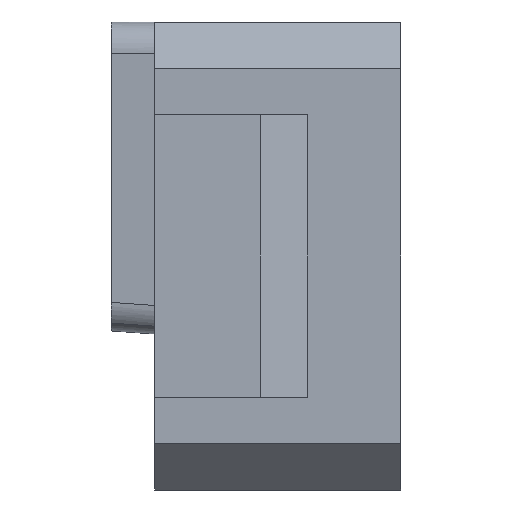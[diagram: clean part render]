
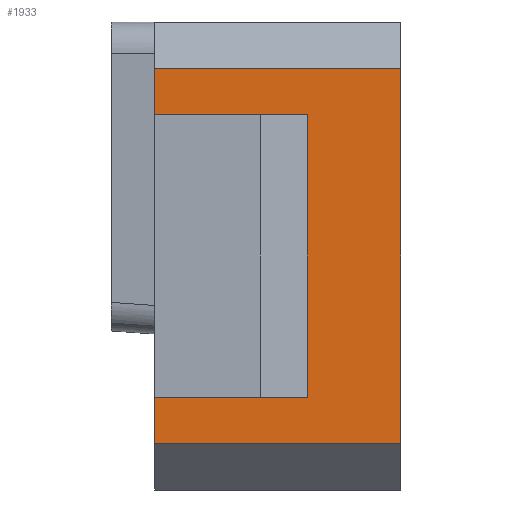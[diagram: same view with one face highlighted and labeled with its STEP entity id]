
A CAD part, left-side view. The second image highlights one B-rep face of the part: STEP entity #1933.
In plain terms, the highlighted planar face has unit normal (-1, 0, 0).
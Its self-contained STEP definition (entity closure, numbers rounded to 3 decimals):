
#72 = CARTESIAN_POINT ( 'NONE',  ( -13., -26.775, 53. ) ) ;
#86 = CARTESIAN_POINT ( 'NONE',  ( -13., -20.775, 55.95 ) ) ;
#92 = VERTEX_POINT ( 'NONE', #86 ) ;
#112 = CARTESIAN_POINT ( 'NONE',  ( -13., -26.775, 80. ) ) ;
#330 = VECTOR ( 'NONE', #2231, 1000. ) ;
#421 = VERTEX_POINT ( 'NONE', #1682 ) ;
#446 = DIRECTION ( 'NONE',  ( 0., -1., 0. ) ) ;
#451 = LINE ( 'NONE', #2812, #1827 ) ;
#530 = ORIENTED_EDGE ( 'NONE', *, *, #2028, .T. ) ;
#554 = VECTOR ( 'NONE', #1216, 1000. ) ;
#562 = CARTESIAN_POINT ( 'NONE',  ( -13., -11., 55.95 ) ) ;
#646 = AXIS2_PLACEMENT_3D ( 'NONE', #2831, #1009, #1202 ) ;
#671 = LINE ( 'NONE', #1704, #330 ) ;
#703 = LINE ( 'NONE', #737, #1730 ) ;
#722 = ORIENTED_EDGE ( 'NONE', *, *, #885, .T. ) ;
#728 = VECTOR ( 'NONE', #2868, 1000. ) ;
#737 = CARTESIAN_POINT ( 'NONE',  ( -13., -20.775, 0. ) ) ;
#780 = DIRECTION ( 'NONE',  ( 0., 1., 0. ) ) ;
#885 = EDGE_CURVE ( 'NONE', #2438, #421, #1248, .T. ) ;
#913 = VERTEX_POINT ( 'NONE', #969 ) ;
#969 = CARTESIAN_POINT ( 'NONE',  ( -13., -11., 74.05 ) ) ;
#986 = CARTESIAN_POINT ( 'NONE',  ( -13., 0., 77. ) ) ;
#1009 = DIRECTION ( 'NONE',  ( 1., 0., 0. ) ) ;
#1069 = VECTOR ( 'NONE', #446, 1000. ) ;
#1202 = DIRECTION ( 'NONE',  ( 0., 1., 0. ) ) ;
#1208 = VERTEX_POINT ( 'NONE', #2030 ) ;
#1215 = CARTESIAN_POINT ( 'NONE',  ( -13., 0., 74.05 ) ) ;
#1216 = DIRECTION ( 'NONE',  ( 0., 0., 1. ) ) ;
#1248 = LINE ( 'NONE', #2626, #728 ) ;
#1254 = ORIENTED_EDGE ( 'NONE', *, *, #2642, .T. ) ;
#1258 = FACE_OUTER_BOUND ( 'NONE', #1591, .T. ) ;
#1285 = ORIENTED_EDGE ( 'NONE', *, *, #2876, .T. ) ;
#1591 = EDGE_LOOP ( 'NONE', ( #530, #1254, #3236, #1285, #722, #2555, #1733, #3271 ) ) ;
#1682 = CARTESIAN_POINT ( 'NONE',  ( -13., -11., 53. ) ) ;
#1704 = CARTESIAN_POINT ( 'NONE',  ( -13., -26.775, 53. ) ) ;
#1730 = VECTOR ( 'NONE', #3384, 1000. ) ;
#1733 = ORIENTED_EDGE ( 'NONE', *, *, #3410, .T. ) ;
#1741 = DIRECTION ( 'NONE',  ( 0., 0., -1. ) ) ;
#1779 = PLANE ( 'NONE',  #646 ) ;
#1827 = VECTOR ( 'NONE', #1741, 1000. ) ;
#1903 = VECTOR ( 'NONE', #2041, 1000. ) ;
#1933 = ADVANCED_FACE ( 'NONE', ( #1258 ), #1779, .F. ) ;
#2028 = EDGE_CURVE ( 'NONE', #1208, #913, #451, .T. ) ;
#2030 = CARTESIAN_POINT ( 'NONE',  ( -13., -11., 77. ) ) ;
#2041 = DIRECTION ( 'NONE',  ( 0., 1., 0. ) ) ;
#2135 = VERTEX_POINT ( 'NONE', #2330 ) ;
#2186 = EDGE_CURVE ( 'NONE', #421, #3062, #671, .T. ) ;
#2231 = DIRECTION ( 'NONE',  ( 0., -1., 0. ) ) ;
#2288 = LINE ( 'NONE', #1215, #1069 ) ;
#2301 = VECTOR ( 'NONE', #780, 1000. ) ;
#2322 = LINE ( 'NONE', #986, #1903 ) ;
#2330 = CARTESIAN_POINT ( 'NONE',  ( -13., -20.775, 74.05 ) ) ;
#2392 = LINE ( 'NONE', #2408, #2301 ) ;
#2408 = CARTESIAN_POINT ( 'NONE',  ( -13., 0., 55.95 ) ) ;
#2438 = VERTEX_POINT ( 'NONE', #562 ) ;
#2555 = ORIENTED_EDGE ( 'NONE', *, *, #2186, .T. ) ;
#2569 = VERTEX_POINT ( 'NONE', #3280 ) ;
#2626 = CARTESIAN_POINT ( 'NONE',  ( -13., -11., 80. ) ) ;
#2642 = EDGE_CURVE ( 'NONE', #913, #2135, #2288, .T. ) ;
#2812 = CARTESIAN_POINT ( 'NONE',  ( -13., -11., 80. ) ) ;
#2831 = CARTESIAN_POINT ( 'NONE',  ( -13., 0., 0. ) ) ;
#2868 = DIRECTION ( 'NONE',  ( 0., 0., -1. ) ) ;
#2876 = EDGE_CURVE ( 'NONE', #92, #2438, #2392, .T. ) ;
#3014 = LINE ( 'NONE', #112, #554 ) ;
#3062 = VERTEX_POINT ( 'NONE', #72 ) ;
#3171 = EDGE_CURVE ( 'NONE', #2569, #1208, #2322, .T. ) ;
#3236 = ORIENTED_EDGE ( 'NONE', *, *, #3428, .T. ) ;
#3271 = ORIENTED_EDGE ( 'NONE', *, *, #3171, .T. ) ;
#3280 = CARTESIAN_POINT ( 'NONE',  ( -13., -26.775, 77. ) ) ;
#3384 = DIRECTION ( 'NONE',  ( 0., 0., -1. ) ) ;
#3410 = EDGE_CURVE ( 'NONE', #3062, #2569, #3014, .T. ) ;
#3428 = EDGE_CURVE ( 'NONE', #2135, #92, #703, .T. ) ;
